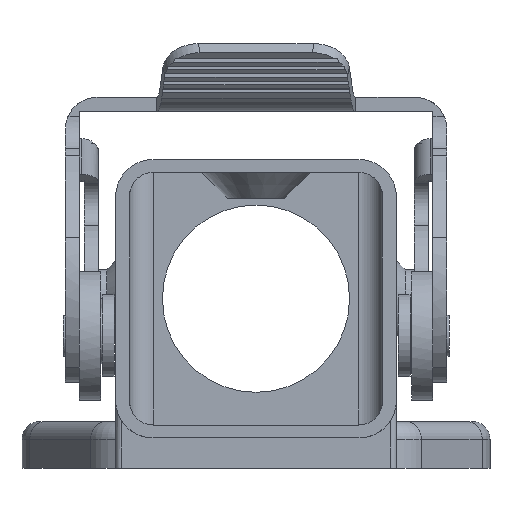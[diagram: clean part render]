
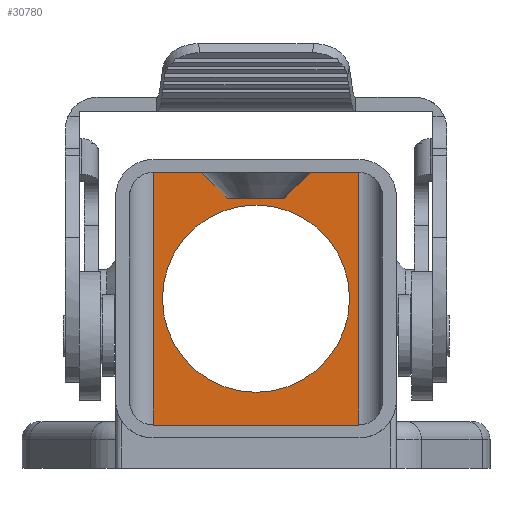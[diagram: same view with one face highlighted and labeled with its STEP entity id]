
A CAD part, front view. The second image highlights one B-rep face of the part: STEP entity #30780.
In plain terms, the highlighted face is planar.
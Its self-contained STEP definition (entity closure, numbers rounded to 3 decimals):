
#15160=CARTESIAN_POINT('',(13.65,26.7,-42.65));
#15170=VERTEX_POINT('',#15160);
#15200=CARTESIAN_POINT('',(-13.05,0.,-42.65));
#15210=DIRECTION('',(-0.707,-0.707,0.));
#15220=VECTOR('',#15210,1.);
#15230=LINE('',#15200,#15220);
#15240=CARTESIAN_POINT('',(11.45,24.5,-42.65));
#15250=VERTEX_POINT('',#15240);
#15260=EDGE_CURVE('',#15170,#15250,#15230,.T.);
#15490=CARTESIAN_POINT('',(0.,24.5,-42.65));
#15500=DIRECTION('',(1.,0.,0.));
#15510=VECTOR('',#15500,1.);
#15520=LINE('',#15490,#15510);
#15530=CARTESIAN_POINT('',(6.55,24.5,-42.65));
#15540=VERTEX_POINT('',#15530);
#15550=EDGE_CURVE('',#15540,#15250,#15520,.T.);
#16030=CARTESIAN_POINT('',(0.,31.05,-42.65));
#16040=DIRECTION('',(-0.707,0.707,0.));
#16050=VECTOR('',#16040,1.);
#16060=LINE('',#16030,#16050);
#16070=CARTESIAN_POINT('',(4.35,26.7,-42.65));
#16080=VERTEX_POINT('',#16070);
#16090=EDGE_CURVE('',#15540,#16080,#16060,.T.);
#28520=CARTESIAN_POINT('',(17.8,26.7,-42.65));
#28530=VERTEX_POINT('',#28520);
#28710=CARTESIAN_POINT('',(17.8,5.1,-42.65));
#28720=VERTEX_POINT('',#28710);
#28750=CARTESIAN_POINT('',(17.8,0.,-42.65));
#28760=DIRECTION('',(0.,-1.,0.));
#28770=VECTOR('',#28760,1.);
#28780=LINE('',#28750,#28770);
#28790=EDGE_CURVE('',#28530,#28720,#28780,.T.);
#28990=CARTESIAN_POINT('',(0.,26.7,-42.65));
#29000=DIRECTION('',(1.,0.,0.));
#29010=VECTOR('',#29000,1.);
#29020=LINE('',#28990,#29010);
#29030=CARTESIAN_POINT('',(0.2,26.7,-42.65));
#29040=VERTEX_POINT('',#29030);
#29050=EDGE_CURVE('',#29040,#16080,#29020,.T.);
#29200=EDGE_CURVE('',#15170,#28530,#29020,.T.);
#30320=CARTESIAN_POINT('',(9.,15.9,-42.65));
#30330=DIRECTION('',(0.,0.,1.));
#30340=DIRECTION('',(1.,0.,0.));
#30350=AXIS2_PLACEMENT_3D('',#30320,#30330,#30340);
#30360=PLANE('',#30350);
#30370=CARTESIAN_POINT('',(9.,15.9,-42.65));
#30380=DIRECTION('',(0.,0.,-1.));
#30390=DIRECTION('',(-1.,0.,0.));
#30400=AXIS2_PLACEMENT_3D('',#30370,#30380,#30390);
#30410=CIRCLE('',#30400,8.);
#30420=CARTESIAN_POINT('',(17.,15.9,-42.65));
#30430=VERTEX_POINT('',#30420);
#30440=CARTESIAN_POINT('',(1.,15.9,-42.65));
#30450=VERTEX_POINT('',#30440);
#30460=EDGE_CURVE('',#30430,#30450,#30410,.T.);
#30470=ORIENTED_EDGE('',*,*,#30460,.T.);
#30480=CARTESIAN_POINT('',(9.,23.9,-42.65));
#30490=VERTEX_POINT('',#30480);
#30500=EDGE_CURVE('',#30490,#30430,#30410,.T.);
#30510=ORIENTED_EDGE('',*,*,#30500,.T.);
#30520=EDGE_CURVE('',#30450,#30490,#30410,.T.);
#30530=ORIENTED_EDGE('',*,*,#30520,.T.);
#30540=EDGE_LOOP('',(#30530,#30510,#30470));
#30550=FACE_BOUND('',#30540,.T.);
#30560=ORIENTED_EDGE('',*,*,#28790,.F.);
#30570=CARTESIAN_POINT('',(0.,5.1,-42.65));
#30580=DIRECTION('',(1.,0.,0.));
#30590=VECTOR('',#30580,1.);
#30600=LINE('',#30570,#30590);
#30610=CARTESIAN_POINT('',(0.2,5.1,-42.65));
#30620=VERTEX_POINT('',#30610);
#30630=EDGE_CURVE('',#30620,#28720,#30600,.T.);
#30640=ORIENTED_EDGE('',*,*,#30630,.T.);
#30650=CARTESIAN_POINT('',(0.2,0.,-42.65));
#30660=DIRECTION('',(0.,1.,0.));
#30670=VECTOR('',#30660,1.);
#30680=LINE('',#30650,#30670);
#30690=EDGE_CURVE('',#30620,#29040,#30680,.T.);
#30700=ORIENTED_EDGE('',*,*,#30690,.F.);
#30710=ORIENTED_EDGE('',*,*,#29050,.F.);
#30720=ORIENTED_EDGE('',*,*,#16090,.T.);
#30730=ORIENTED_EDGE('',*,*,#15550,.F.);
#30740=ORIENTED_EDGE('',*,*,#15260,.T.);
#30750=ORIENTED_EDGE('',*,*,#29200,.F.);
#30760=EDGE_LOOP('',(#30750,#30740,#30730,#30720,#30710,#30700,#30640,
#30560));
#30770=FACE_OUTER_BOUND('',#30760,.T.);
#30780=ADVANCED_FACE('',(#30550,#30770),#30360,.T.);
